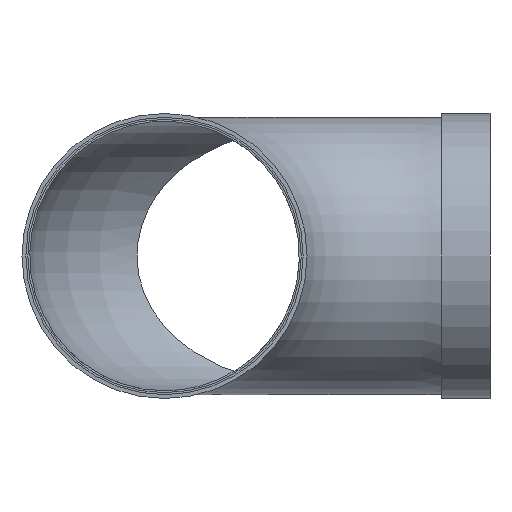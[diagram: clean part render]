
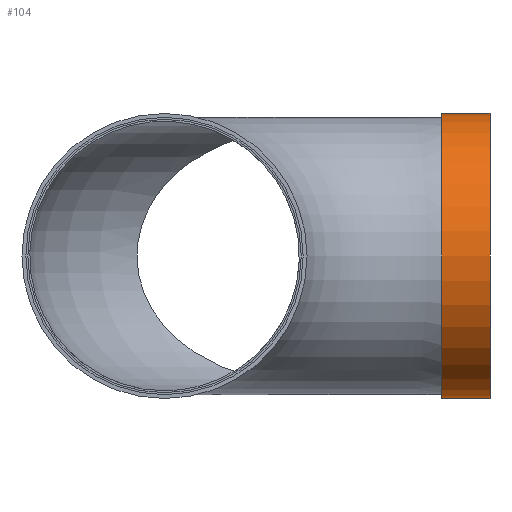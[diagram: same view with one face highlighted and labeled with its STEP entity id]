
A CAD part, left-side view. The second image highlights one B-rep face of the part: STEP entity #104.
In plain terms, the highlighted cylindrical face has radius 128.5 mm (diameter 257 mm), a full revolution.
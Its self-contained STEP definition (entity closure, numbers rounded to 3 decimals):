
#104 = ADVANCED_FACE( '', ( #215, #216 ), #217, .T. );
#215 = FACE_OUTER_BOUND( '', #321, .T. );
#216 = FACE_OUTER_BOUND( '', #322, .T. );
#217 = CYLINDRICAL_SURFACE( '', #323, 128.5 );
#321 = EDGE_LOOP( '', ( #456 ) );
#322 = EDGE_LOOP( '', ( #457 ) );
#323 = AXIS2_PLACEMENT_3D( '', #458, #459, #460 );
#456 = ORIENTED_EDGE( '', *, *, #498, .T. );
#457 = ORIENTED_EDGE( '', *, *, #522, .F. );
#458 = CARTESIAN_POINT( '', ( 0., 0., 0. ) );
#459 = DIRECTION( '', ( 0., 1., 0. ) );
#460 = DIRECTION( '', ( 0., 0., -1. ) );
#498 = EDGE_CURVE( '', #551, #551, #552, .T. );
#522 = EDGE_CURVE( '', #589, #589, #590, .T. );
#551 = VERTEX_POINT( '', #626 );
#552 = CIRCLE( '', #627, 128.5 );
#589 = VERTEX_POINT( '', #1279 );
#590 = CIRCLE( '', #1280, 128.5 );
#626 = CARTESIAN_POINT( '', ( 0., 43.5, -128.5 ) );
#627 = AXIS2_PLACEMENT_3D( '', #1693, #1694, #1695 );
#1279 = CARTESIAN_POINT( '', ( 0., 0., -128.5 ) );
#1280 = AXIS2_PLACEMENT_3D( '', #1729, #1730, #1731 );
#1693 = CARTESIAN_POINT( '', ( 0., 43.5, 0. ) );
#1694 = DIRECTION( '', ( 0., -1., 0. ) );
#1695 = DIRECTION( '', ( 0., 0., -1. ) );
#1729 = CARTESIAN_POINT( '', ( 0., 0., 0. ) );
#1730 = DIRECTION( '', ( 0., -1., 0. ) );
#1731 = DIRECTION( '', ( 0., 0., -1. ) );
